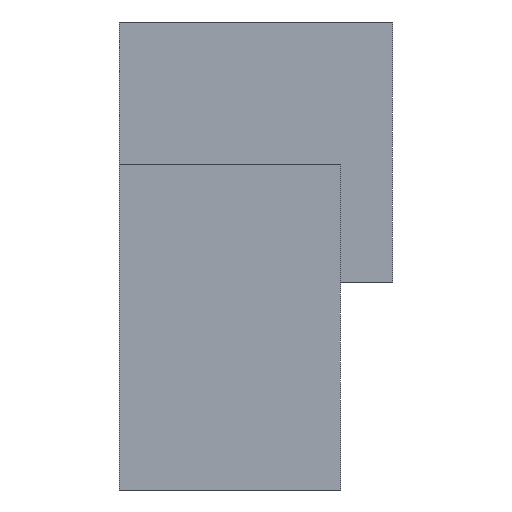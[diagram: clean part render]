
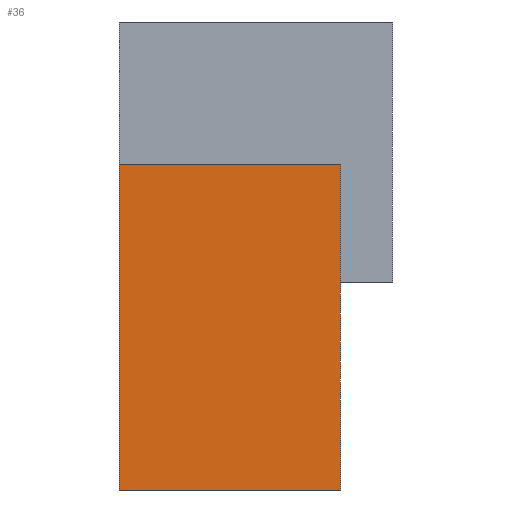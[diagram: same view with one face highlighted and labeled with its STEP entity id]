
A CAD part, front view. The second image highlights one B-rep face of the part: STEP entity #36.
In plain terms, the highlighted planar face has unit normal (0, -1, 0).
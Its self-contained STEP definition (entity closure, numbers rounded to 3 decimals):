
#36=ADVANCED_FACE('',(#84),#753,.T.);
#84=FACE_OUTER_BOUND('',#132,.T.);
#132=EDGE_LOOP('',(#260,#261,#262,#263,#264,#265,#266,#267));
#260=ORIENTED_EDGE('',*,*,#463,.T.);
#261=ORIENTED_EDGE('',*,*,#496,.T.);
#262=ORIENTED_EDGE('',*,*,#474,.T.);
#263=ORIENTED_EDGE('',*,*,#464,.T.);
#264=ORIENTED_EDGE('',*,*,#475,.F.);
#265=ORIENTED_EDGE('',*,*,#505,.T.);
#266=ORIENTED_EDGE('',*,*,#465,.F.);
#267=ORIENTED_EDGE('',*,*,#466,.F.);
#463=EDGE_CURVE('',#694,#710,#589,.T.);
#464=EDGE_CURVE('',#695,#696,#590,.T.);
#465=EDGE_CURVE('',#697,#717,#591,.T.);
#466=EDGE_CURVE('',#694,#697,#592,.T.);
#474=EDGE_CURVE('',#711,#695,#600,.T.);
#475=EDGE_CURVE('',#716,#696,#601,.T.);
#496=EDGE_CURVE('',#710,#711,#622,.T.);
#505=EDGE_CURVE('',#716,#717,#631,.T.);
#589=B_SPLINE_CURVE_WITH_KNOTS('',1,(#1133,#1134),.UNSPECIFIED.,.F.,.F.,
(2,2),(0.,15.),.UNSPECIFIED.);
#590=B_SPLINE_CURVE_WITH_KNOTS('',1,(#1135,#1136),.UNSPECIFIED.,.F.,.F.,
(2,2),(0.,125.),.UNSPECIFIED.);
#591=B_SPLINE_CURVE_WITH_KNOTS('',1,(#1137,#1138),.UNSPECIFIED.,.F.,.F.,
(2,2),(0.,15.),.UNSPECIFIED.);
#592=B_SPLINE_CURVE_WITH_KNOTS('',1,(#1139,#1140),.UNSPECIFIED.,.F.,.F.,
(2,2),(0.,125.),.UNSPECIFIED.);
#600=B_SPLINE_CURVE_WITH_KNOTS('',1,(#1155,#1156),.UNSPECIFIED.,.F.,.F.,
(2,2),(70.,85.),.UNSPECIFIED.);
#601=B_SPLINE_CURVE_WITH_KNOTS('',1,(#1157,#1158),.UNSPECIFIED.,.F.,.F.,
(2,2),(70.,85.),.UNSPECIFIED.);
#622=B_SPLINE_CURVE_WITH_KNOTS('',1,(#1199,#1200),.UNSPECIFIED.,.F.,.F.,
(2,2),(15.,70.),.UNSPECIFIED.);
#631=B_SPLINE_CURVE_WITH_KNOTS('',1,(#1217,#1218),.UNSPECIFIED.,.F.,.F.,
(2,2),(-70.,-15.),.UNSPECIFIED.);
#694=VERTEX_POINT('',#986);
#695=VERTEX_POINT('',#987);
#696=VERTEX_POINT('',#988);
#697=VERTEX_POINT('',#989);
#710=VERTEX_POINT('',#1002);
#711=VERTEX_POINT('',#1003);
#716=VERTEX_POINT('',#1008);
#717=VERTEX_POINT('',#1009);
#753=PLANE('',#821);
#821=AXIS2_PLACEMENT_3D('',#923,#872,$);
#872=DIRECTION('',(0.,-1.,0.));
#923=CARTESIAN_POINT('',(-18.303,5.635,0.));
#986=CARTESIAN_POINT('',(-18.303,5.635,0.));
#987=CARTESIAN_POINT('',(66.697,5.635,0.));
#988=CARTESIAN_POINT('',(66.697,5.635,125.));
#989=CARTESIAN_POINT('',(-18.303,5.635,125.));
#1002=CARTESIAN_POINT('',(-3.303,5.635,0.));
#1003=CARTESIAN_POINT('',(51.697,5.635,0.));
#1008=CARTESIAN_POINT('',(51.697,5.635,125.));
#1009=CARTESIAN_POINT('',(-3.303,5.635,125.));
#1133=CARTESIAN_POINT('',(-18.303,5.635,0.));
#1134=CARTESIAN_POINT('',(-3.303,5.635,0.));
#1135=CARTESIAN_POINT('',(66.697,5.635,0.));
#1136=CARTESIAN_POINT('',(66.697,5.635,125.));
#1137=CARTESIAN_POINT('',(-18.303,5.635,125.));
#1138=CARTESIAN_POINT('',(-3.303,5.635,125.));
#1139=CARTESIAN_POINT('',(-18.303,5.635,0.));
#1140=CARTESIAN_POINT('',(-18.303,5.635,125.));
#1155=CARTESIAN_POINT('',(51.697,5.635,0.));
#1156=CARTESIAN_POINT('',(66.697,5.635,0.));
#1157=CARTESIAN_POINT('',(51.697,5.635,125.));
#1158=CARTESIAN_POINT('',(66.697,5.635,125.));
#1199=CARTESIAN_POINT('',(-3.303,5.635,0.));
#1200=CARTESIAN_POINT('',(51.697,5.635,0.));
#1217=CARTESIAN_POINT('',(51.697,5.635,125.));
#1218=CARTESIAN_POINT('',(-3.303,5.635,125.));
